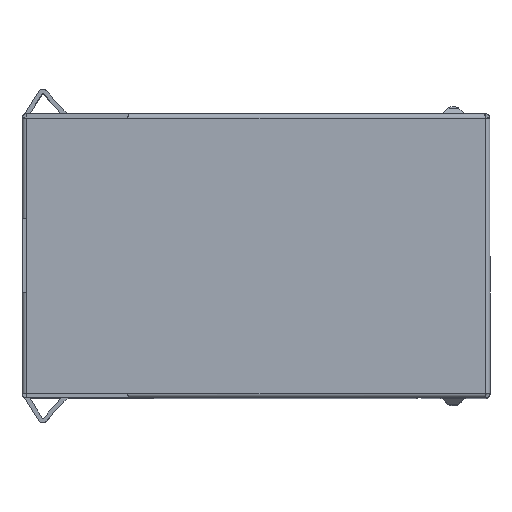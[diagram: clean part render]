
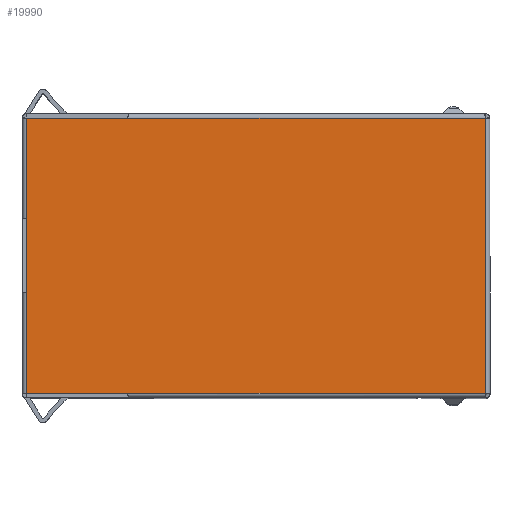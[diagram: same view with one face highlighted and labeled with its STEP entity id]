
A CAD part, top view. The second image highlights one B-rep face of the part: STEP entity #19990.
In plain terms, the highlighted planar face has unit normal (0, 0, 1).
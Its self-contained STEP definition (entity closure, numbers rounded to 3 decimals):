
#790=PLANE('',#21315);
#2874=LINE('',#28605,#3637);
#2875=LINE('',#28603,#3634);
#2876=LINE('',#28607,#3635);
#2877=LINE('',#28611,#3883);
#2878=LINE('',#28612,#3884);
#2879=LINE('',#28614,#3634);
#2880=LINE('',#28603,#3884);
#2881=LINE('',#28617,#3885);
#3634=VECTOR('',#21863,1000.);
#3635=VECTOR('',#21857,1000.);
#3637=VECTOR('',#21858,1000.);
#3883=VECTOR('',#22324,1000.);
#3884=VECTOR('',#22325,1000.);
#3885=VECTOR('',#22326,1000.);
#8203=ORIENTED_EDGE('',*,*,#12933,.F.);
#8204=ORIENTED_EDGE('',*,*,#12934,.T.);
#8205=ORIENTED_EDGE('',*,*,#12935,.T.);
#8206=ORIENTED_EDGE('',*,*,#12936,.T.);
#8207=ORIENTED_EDGE('',*,*,#12937,.T.);
#8208=ORIENTED_EDGE('',*,*,#12938,.T.);
#8209=ORIENTED_EDGE('',*,*,#12939,.F.);
#8210=ORIENTED_EDGE('',*,*,#12940,.F.);
#8211=ORIENTED_EDGE('',*,*,#12941,.F.);
#8212=ORIENTED_EDGE('',*,*,#12942,.F.);
#8213=ORIENTED_EDGE('',*,*,#12943,.T.);
#8214=ORIENTED_EDGE('',*,*,#12944,.F.);
#12933=EDGE_CURVE('',#15573,#15574,#16304,.T.);
#12934=EDGE_CURVE('',#15573,#15572,#2874,.T.);
#12935=EDGE_CURVE('',#15572,#15575,#2875,.T.);
#12936=EDGE_CURVE('',#15575,#15576,#2876,.T.);
#12937=EDGE_CURVE('',#15576,#15577,#16305,.T.);
#12938=EDGE_CURVE('',#15577,#15578,#2877,.T.);
#12939=EDGE_CURVE('',#15579,#15578,#2878,.T.);
#12940=EDGE_CURVE('',#15580,#15579,#2879,.T.);
#12941=EDGE_CURVE('',#15581,#15580,#2879,.T.);
#12942=EDGE_CURVE('',#15582,#15581,#2879,.T.);
#12943=EDGE_CURVE('',#15582,#15583,#2880,.T.);
#12944=EDGE_CURVE('',#15574,#15583,#2881,.T.);
#15572=VERTEX_POINT('',#28602);
#15573=VERTEX_POINT('',#28605);
#15574=VERTEX_POINT('',#28606);
#15575=VERTEX_POINT('',#28607);
#15576=VERTEX_POINT('',#28608);
#15577=VERTEX_POINT('',#28610);
#15578=VERTEX_POINT('',#28611);
#15579=VERTEX_POINT('',#28613);
#15580=VERTEX_POINT('',#28615);
#15581=VERTEX_POINT('',#28616);
#15582=VERTEX_POINT('',#28614);
#15583=VERTEX_POINT('',#28617);
#16304=CIRCLE('',#21316,0.005);
#16305=CIRCLE('',#21317,0.005);
#17247=EDGE_LOOP('',(#8203,#8204,#8205,#8206,#8207,#8208,#8209,#8210,#8211,#8212,#8213,#8214));
#18575=FACE_BOUND('',#17247,.T.);
#19990=ADVANCED_FACE('',(#18575),#790,.T.);
#21315=AXIS2_PLACEMENT_3D('',#28603,#22321,#22322);
#21316=AXIS2_PLACEMENT_3D('',#28604,#22321,#21858);
#21317=AXIS2_PLACEMENT_3D('',#28609,#22323,#21858);
#21857=DIRECTION('',(1.,0.,0.));
#21858=DIRECTION('',(-1.,0.,0.));
#21863=DIRECTION('',(0.,-1.,0.));
#22321=DIRECTION('',(0.,0.,1.));
#22322=DIRECTION('',(1.,0.,0.));
#22323=DIRECTION('',(0.,0.,-1.));
#22324=DIRECTION('',(0.,-1.,0.));
#22325=DIRECTION('',(-1.,0.,0.));
#22326=DIRECTION('',(0.,1.,0.));
#28602=CARTESIAN_POINT('',(-13.955,8.365,12.645));
#28603=CARTESIAN_POINT('',(-13.955,8.375,12.645));
#28604=CARTESIAN_POINT('',(7.806,8.365,12.645));
#28605=CARTESIAN_POINT('',(7.801,8.365,12.645));
#28606=CARTESIAN_POINT('',(7.811,8.365,12.645));
#28607=CARTESIAN_POINT('',(-13.955,-8.365,12.645));
#28608=CARTESIAN_POINT('',(7.801,-8.365,12.645));
#28609=CARTESIAN_POINT('',(7.806,-8.365,12.645));
#28610=CARTESIAN_POINT('',(7.811,-8.365,12.645));
#28611=CARTESIAN_POINT('',(7.811,-8.375,12.645));
#28612=CARTESIAN_POINT('',(-13.955,-8.375,12.645));
#28613=CARTESIAN_POINT('',(13.955,-8.375,12.645));
#28614=CARTESIAN_POINT('',(13.955,8.375,12.645));
#28615=CARTESIAN_POINT('',(13.955,-8.365,12.645));
#28616=CARTESIAN_POINT('',(13.955,8.365,12.645));
#28617=CARTESIAN_POINT('',(7.811,8.375,12.645));
